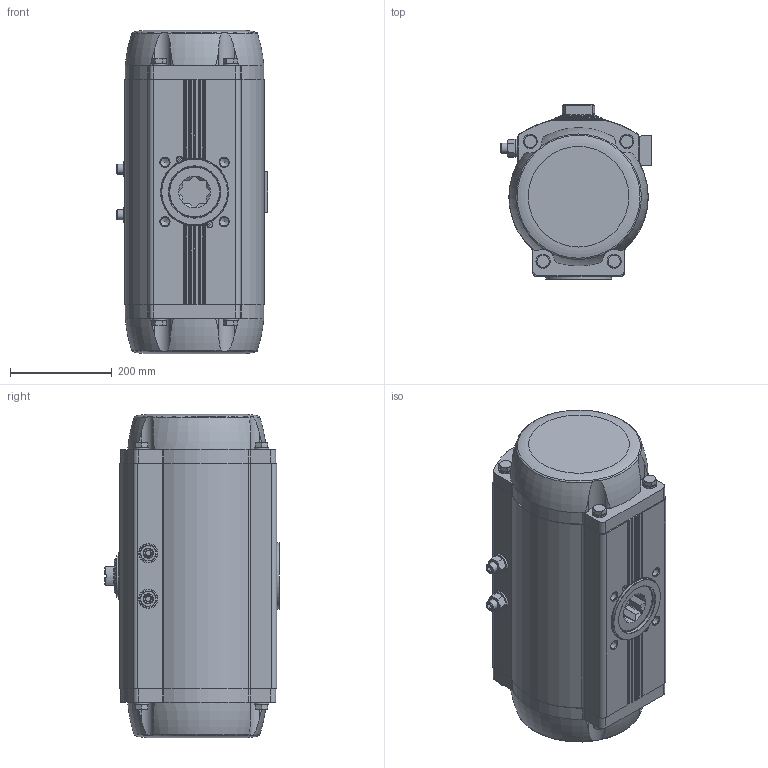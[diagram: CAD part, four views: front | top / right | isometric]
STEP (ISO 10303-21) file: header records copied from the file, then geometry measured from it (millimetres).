
FILE_DESCRIPTION(/* description */ ('STEP AP214'),/* implementation_level */ '2;1');
FILE_NAME(/* name */ '8145415_DFPD-2300-RP-90-RS35-F16-X-R3-C-VDE2',/* time_stamp */ '2024-08-15T17:28:19+02:00',/* author */ ('License CC BY-ND 4.0'),/* organization */ ('CADENAS'),/* preprocessor_version */ 'ST-DEVELOPER v19.3',/* originating_system */ 'PARTsolutions',/* authorisation */ ' ');
FILE_SCHEMA (('FEATURE_BASED_PROCESS_PLANNING','TECHNICAL_DATA_PACKAGING','AUTOMOTIVE_DESIGN {1 0 10303 214 3 1 1}'));
Length unit declared in the file: millimetre
Products named in the file (8): 8145415 DFPD-2300-RP-90-RS35-F16-X-R3-C-VDE2---(0); 8042196 DFPD-2300-90-RS-F16-X-C-VDE2---(housing); 8042196 DFPD-2300(F12_0)---(shaft); 4787202 SCHEIBE 20.15X36X5-1.4301; DIN 934 - M20(F); 8088529 DFPD-2300-C--(adj); 8101070 DFPD-CTR-F16--(ctr); 8120158 DFPD-...-C-VDE2---(PS)
Assembly tree (11 placements, depth 2):
  8145415 DFPD-2300-RP-90-RS35-F16-X-R3-C-VDE2---(0)
    8042196 DFPD-2300-90-RS-F16-X-C-VDE2---(housing)
    8042196 DFPD-2300(F12_0)---(shaft)
    4787202 SCHEIBE 20.15X36X5-1.4301  x2
    DIN 934 - M20(F)  x2
    8088529 DFPD-2300-C--(adj)  x2
    8101070 DFPD-CTR-F16--(ctr)
    8120158 DFPD-...-C-VDE2---(PS)  x2
Bounding box: 297.63 x 343.7 x 636 mm (x, y, z)
Volume: 42448165.5 mm3; surface area: 1056172.4 mm2
Topology: 11 solids, 11 shells, 810 faces, 1970 edges, 1255 vertices
Faces by surface type: plane 342, cylinder 234, cone 173, torus 59, sphere 2
Full cylindrical faces by diameter (mm): 3 x2, 4.134 x6, 4.2 x1, 4.5 x2, 4.917 x5, 5.5 x2, 5.917 x2, 6.647 x1, 7 x2, 8 x2, 8.376 x2, 8.5 x4, 10 x4, 10.57 x2, 11.5 x2, 12 x2, 17.294 x8, 18.631 x2, 20 x2, 20.15 x2, 28 x8, 30 x2, 36 x2, 38 x2, 64.5 x1, 67 x1, 70 x1, 71.2 x1, 71.5 x1, 72 x1
Entity records: 21576 total; most frequent: CARTESIAN_POINT 4671, DIRECTION 3429, ORIENTED_EDGE 3126, EDGE_CURVE 1563, AXIS2_PLACEMENT_3D 1384, VERTEX_POINT 1126, FACE_BOUND 1045, EDGE_LOOP 1022
